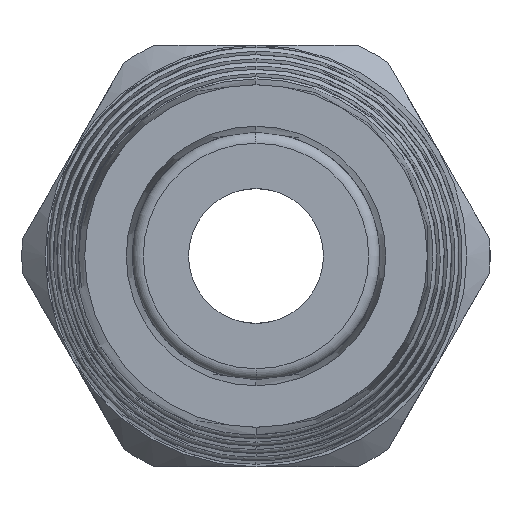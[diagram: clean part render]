
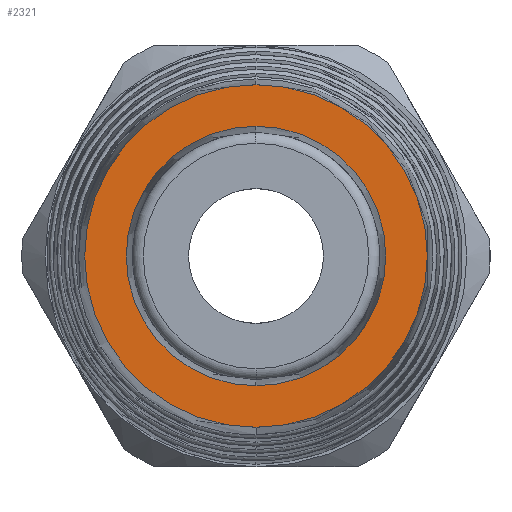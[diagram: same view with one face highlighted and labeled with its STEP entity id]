
A CAD part, left-side view. The second image highlights one B-rep face of the part: STEP entity #2321.
In plain terms, the highlighted planar face has unit normal (-1, 0, 0).
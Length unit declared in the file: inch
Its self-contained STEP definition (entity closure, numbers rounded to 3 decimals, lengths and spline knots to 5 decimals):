
#677 = EDGE_CURVE ( 'NONE', #703, #702, #3588, .T. ) ;
#701 = EDGE_CURVE ( 'NONE', #702, #703, #3702, .T. ) ;
#702 = VERTEX_POINT ( 'NONE', #3698 ) ;
#703 = VERTEX_POINT ( 'NONE', #3697 ) ;
#2232 = VERTEX_POINT ( 'NONE', #5894 ) ;
#2274 = VERTEX_POINT ( 'NONE', #5887 ) ;
#2275 = EDGE_CURVE ( 'NONE', #2274, #2232, #5886, .T. ) ;
#2302 = EDGE_LOOP ( 'NONE', ( #2311, #2304 ) ) ;
#2304 = ORIENTED_EDGE ( 'NONE', *, *, #2275, .F. ) ;
#2311 = ORIENTED_EDGE ( 'NONE', *, *, #2312, .F. ) ;
#2312 = EDGE_CURVE ( 'NONE', #2232, #2274, #6292, .T. ) ;
#2314 = ORIENTED_EDGE ( 'NONE', *, *, #677, .T. ) ;
#2315 = EDGE_LOOP ( 'NONE', ( #2314, #2320 ) ) ;
#2320 = ORIENTED_EDGE ( 'NONE', *, *, #701, .T. ) ;
#2321 = ADVANCED_FACE ( 'NONE', ( #6327, #6326 ), #6325, .T. ) ;
#3582 = CARTESIAN_POINT ( 'NONE',  ( -2.79, 0., 0. ) ) ;
#3585 = DIRECTION ( 'NONE',  ( 0., 0., 1. ) ) ;
#3586 = DIRECTION ( 'NONE',  ( -1., 0., 0. ) ) ;
#3587 = AXIS2_PLACEMENT_3D ( 'NONE', #3582, #3586, #3585 ) ;
#3588 = CIRCLE ( 'NONE', #3587, 0.30471 ) ;
#3697 = CARTESIAN_POINT ( 'NONE',  ( -2.79, 0., -0.30471 ) ) ;
#3698 = CARTESIAN_POINT ( 'NONE',  ( -2.79, 0., 0.30471 ) ) ;
#3699 = DIRECTION ( 'NONE',  ( 0., 0., 1. ) ) ;
#3700 = DIRECTION ( 'NONE',  ( -1., 0., 0. ) ) ;
#3701 = AXIS2_PLACEMENT_3D ( 'NONE', #3707, #3700, #3699 ) ;
#3702 = CIRCLE ( 'NONE', #3701, 0.30471 ) ;
#3707 = CARTESIAN_POINT ( 'NONE',  ( -2.79, 0., 0. ) ) ;
#5882 = DIRECTION ( 'NONE',  ( 0., 0., 1. ) ) ;
#5883 = DIRECTION ( 'NONE',  ( -1., 0., 0. ) ) ;
#5884 = CARTESIAN_POINT ( 'NONE',  ( -2.79, 0., 0. ) ) ;
#5885 = AXIS2_PLACEMENT_3D ( 'NONE', #5884, #5883, #5882 ) ;
#5886 = CIRCLE ( 'NONE', #5885, 0.23081 ) ;
#5887 = CARTESIAN_POINT ( 'NONE',  ( -2.79, 0., -0.23081 ) ) ;
#5894 = CARTESIAN_POINT ( 'NONE',  ( -2.79, 0., 0.23081 ) ) ;
#6289 = DIRECTION ( 'NONE',  ( -1., 0., 0. ) ) ;
#6290 = CARTESIAN_POINT ( 'NONE',  ( -2.79, 0., 0. ) ) ;
#6291 = AXIS2_PLACEMENT_3D ( 'NONE', #6290, #6289, #8493 ) ;
#6292 = CIRCLE ( 'NONE', #6291, 0.23081 ) ;
#6321 = DIRECTION ( 'NONE',  ( 0., 0., 1. ) ) ;
#6322 = DIRECTION ( 'NONE',  ( -1., 0., 0. ) ) ;
#6323 = CARTESIAN_POINT ( 'NONE',  ( -2.79, 0., 0. ) ) ;
#6324 = AXIS2_PLACEMENT_3D ( 'NONE', #6323, #6322, #6321 ) ;
#6325 = PLANE ( 'NONE',  #6324 ) ;
#6326 = FACE_BOUND ( 'NONE', #2302, .T. ) ;
#6327 = FACE_OUTER_BOUND ( 'NONE', #2315, .T. ) ;
#8493 = DIRECTION ( 'NONE',  ( 0., 0., 1. ) ) ;
